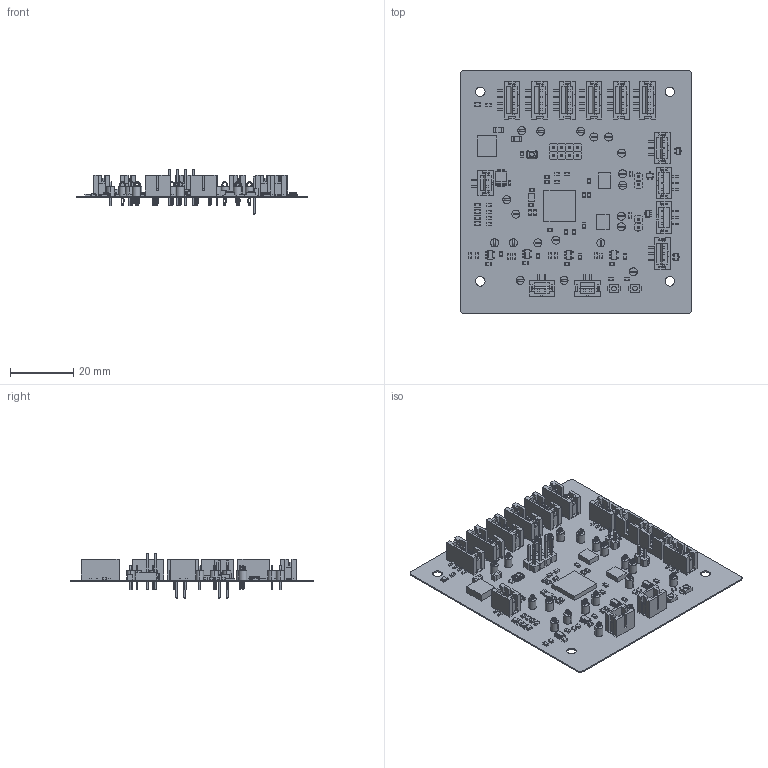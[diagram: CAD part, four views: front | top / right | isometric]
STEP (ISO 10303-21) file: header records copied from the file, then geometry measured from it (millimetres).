
FILE_DESCRIPTION(('Open CASCADE Model'),'2;1');
FILE_NAME('Open CASCADE Shape Model','2020-01-26T19:19:01',('Author'),( 'Open CASCADE'),'Open CASCADE STEP processor 6.8','Open CASCADE 6.8' ,'Unknown');
FILE_SCHEMA(('AUTOMOTIVE_DESIGN { 1 0 10303 214 1 1 1 1 }'));
Length unit declared in the file: millimetre
Products named in the file (166): PCB; Board; Open CASCADE STEP translator 6.8 2.1.1; Y1; 6445115216; Extruded; R19; 6445431952; 6445431552; D3; 6404453248; Body; Open_CASCADE_STEP_translator_6.8_1.1.1; Leader; CAN2_2; B3B-PH-SM4-TB; J7; B4B-PH-SM4-TB; J6; J5; J4; J3; J2; STM1; 6445429472; CAN1_2; VR1; 6192914784; DEBUG; User_Library-2_54mm_Male_Header_(4x2); User_Library-Header_Male_4Pin; User_Library-Header_Male_4Pin_PinArray; User_Library-Header_Male_4Pin_BodyArray; GND4; User_Library-Test_Point_Keystone_-_5002_WHITE; 1; 2; 12V_M; GND2; GND1 ...
Assembly tree (340 placements, depth 5):
  PCB
    Board
      Open CASCADE STEP translator 6.8 2.1.1
    Y1
      6445115216
        Extruded
    R19
      6445431952  x2
        Extruded
      6445431552
        Extruded
    D3
      6404453248
        Body
          Open_CASCADE_STEP_translator_6.8_1.1.1
        Leader  x3
    CAN2_2
      B3B-PH-SM4-TB
    J7
      B4B-PH-SM4-TB
    J6
      B4B-PH-SM4-TB
    J5
      B4B-PH-SM4-TB
    J4
      B4B-PH-SM4-TB
    J3
      B4B-PH-SM4-TB
    J2
      B4B-PH-SM4-TB
    STM1
      6445429472
        Extruded
    CAN1_2
      B3B-PH-SM4-TB
    VR1
      6192914784
        Extruded
    DEBUG
      User_Library-2_54mm_Male_Header_(4x2)
        User_Library-Header_Male_4Pin
          User_Library-Header_Male_4Pin_PinArray
          User_Library-Header_Male_4Pin_BodyArray
        User_Library-Header_Male_4Pin
          User_Library-Header_Male_4Pin_PinArray
          User_Library-Header_Male_4Pin_BodyArray
    GND4
      User_Library-Test_Point_Keystone_-_5002_WHITE
        1
        2
    12V_M
      User_Library-Test_Point_Keystone_-_5002_WHITE
        1
        2
    GND2
      User_Library-Test_Point_Keystone_-_5002_WHITE
        1
        2
    GND1
      User_Library-Test_Point_Keystone_-_5002_WHITE
Bounding box: 73.15 x 76.96 x 14.38 mm (x, y, z)
Volume: 5906.9 mm3; surface area: 20744 mm2
Topology: 260 solids, 260 shells, 5063 faces, 12637 edges, 8060 vertices
Faces by surface type: plane 3850, cylinder 1051, sphere 97, bspline 48, torus 16, cone 1
Full cylindrical faces by diameter (mm): 0.9 x12, 1.02 x20, 1.7 x1, 3 x4
Entity records: 53255 total; most frequent: CARTESIAN_POINT 10566, DIRECTION 7349, ORIENTED_EDGE 7090, EDGE_CURVE 3545, LINE 2851, VECTOR 2851, AXIS2_PLACEMENT_3D 2249, VERTEX_POINT 2200
